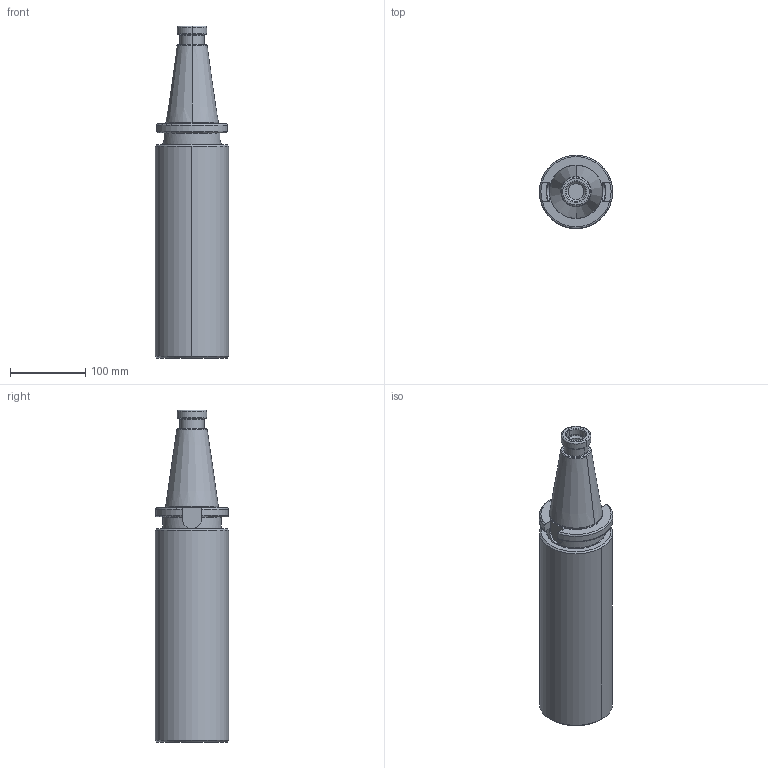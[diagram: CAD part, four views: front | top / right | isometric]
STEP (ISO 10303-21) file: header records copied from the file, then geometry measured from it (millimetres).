
FILE_DESCRIPTION((''),'2;1');
FILE_NAME('501_17_97','2020-09-14T',('103090'),(''),'CREO PARAMETRIC BY PTC INC, 2016260','CREO PARAMETRIC BY PTC INC, 2016260','');
FILE_SCHEMA(('CONFIG_CONTROL_DESIGN'));
Length unit declared in the file: millimetre
Products named in the file (1): 501_17_97
Bounding box: 97.5 x 97.5 x 441.8 mm (x, y, z)
Volume: 2524295.9 mm3; surface area: 138225.5 mm2
Topology: 1 solids, 1 shells, 83 faces, 190 edges, 111 vertices
Faces by surface type: torus 28, cylinder 22, cone 18, plane 15
Entity records: 2586 total; most frequent: CARTESIAN_POINT 637, DIRECTION 446, ORIENTED_EDGE 376, AXIS2_PLACEMENT_3D 192, EDGE_CURVE 188, VERTEX_POINT 111, CIRCLE 106, EDGE_LOOP 87
